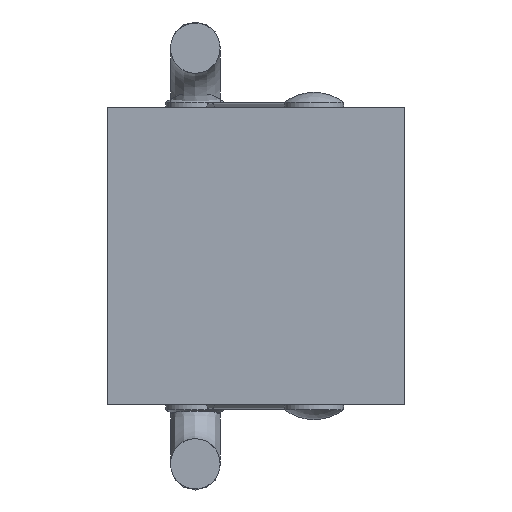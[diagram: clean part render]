
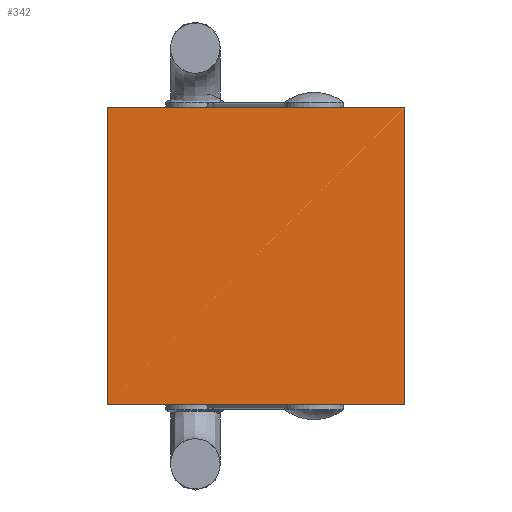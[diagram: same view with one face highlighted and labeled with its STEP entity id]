
A CAD part, front view. The second image highlights one B-rep face of the part: STEP entity #342.
In plain terms, the highlighted planar face has unit normal (0, -1, 0).
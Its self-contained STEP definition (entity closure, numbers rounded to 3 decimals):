
#86 = LINE ( 'NONE', #269, #4416 ) ;
#207 = DIRECTION ( 'NONE',  ( 0., 1., 0. ) ) ;
#213 = EDGE_CURVE ( 'NONE', #2852, #3262, #386, .T. ) ;
#269 = CARTESIAN_POINT ( 'NONE',  ( -1.5, -0.51, 1.5 ) ) ;
#315 = CARTESIAN_POINT ( 'NONE',  ( 1.5, -0.51, 1.5 ) ) ;
#319 = CARTESIAN_POINT ( 'NONE',  ( 1.5, -0.51, 1.5 ) ) ;
#342 = ADVANCED_FACE ( 'NONE', ( #4009 ), #1601, .F. ) ;
#386 = LINE ( 'NONE', #319, #1320 ) ;
#411 = CARTESIAN_POINT ( 'NONE',  ( 1.5, -0.51, 1.5 ) ) ;
#523 = CARTESIAN_POINT ( 'NONE',  ( 1.5, -0.51, -1.5 ) ) ;
#868 = ORIENTED_EDGE ( 'NONE', *, *, #213, .T. ) ;
#874 = DIRECTION ( 'NONE',  ( 1., 0., 0. ) ) ;
#1153 = VECTOR ( 'NONE', #874, 1000. ) ;
#1309 = ORIENTED_EDGE ( 'NONE', *, *, #2520, .T. ) ;
#1320 = VECTOR ( 'NONE', #2389, 1000. ) ;
#1369 = CARTESIAN_POINT ( 'NONE',  ( -1.5, -0.51, 1.5 ) ) ;
#1464 = VERTEX_POINT ( 'NONE', #1369 ) ;
#1601 = PLANE ( 'NONE',  #2740 ) ;
#1711 = CARTESIAN_POINT ( 'NONE',  ( -1.5, -0.51, -1.5 ) ) ;
#2032 = EDGE_CURVE ( 'NONE', #1464, #4106, #86, .T. ) ;
#2122 = EDGE_LOOP ( 'NONE', ( #3969, #1309, #868, #3609 ) ) ;
#2148 = LINE ( 'NONE', #411, #3891 ) ;
#2300 = DIRECTION ( 'NONE',  ( 0., 0., 1. ) ) ;
#2389 = DIRECTION ( 'NONE',  ( 0., 0., 1. ) ) ;
#2494 = DIRECTION ( 'NONE',  ( -1., 0., 0. ) ) ;
#2520 = EDGE_CURVE ( 'NONE', #4106, #2852, #3930, .T. ) ;
#2740 = AXIS2_PLACEMENT_3D ( 'NONE', #2994, #207, #2300 ) ;
#2852 = VERTEX_POINT ( 'NONE', #3232 ) ;
#2994 = CARTESIAN_POINT ( 'NONE',  ( 0., -0.51, 0. ) ) ;
#3232 = CARTESIAN_POINT ( 'NONE',  ( 1.5, -0.51, -1.5 ) ) ;
#3262 = VERTEX_POINT ( 'NONE', #315 ) ;
#3411 = EDGE_CURVE ( 'NONE', #3262, #1464, #2148, .T. ) ;
#3609 = ORIENTED_EDGE ( 'NONE', *, *, #3411, .T. ) ;
#3766 = DIRECTION ( 'NONE',  ( 0., 0., -1. ) ) ;
#3891 = VECTOR ( 'NONE', #2494, 1000. ) ;
#3930 = LINE ( 'NONE', #523, #1153 ) ;
#3969 = ORIENTED_EDGE ( 'NONE', *, *, #2032, .T. ) ;
#4009 = FACE_OUTER_BOUND ( 'NONE', #2122, .T. ) ;
#4106 = VERTEX_POINT ( 'NONE', #1711 ) ;
#4416 = VECTOR ( 'NONE', #3766, 1000. ) ;
